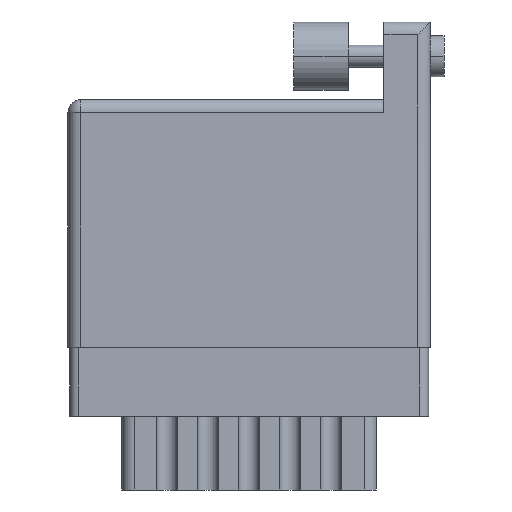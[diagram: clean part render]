
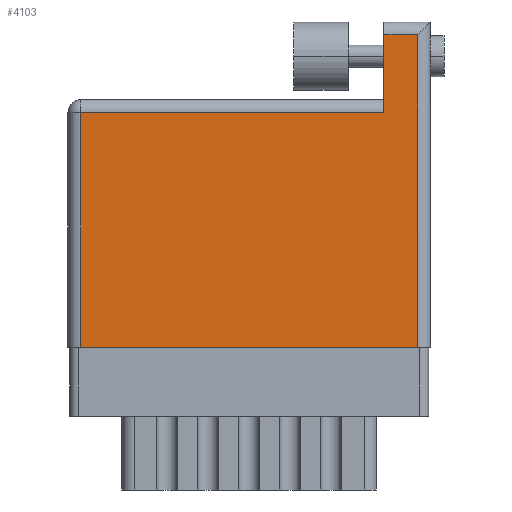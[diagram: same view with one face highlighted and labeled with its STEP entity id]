
A CAD part, front view. The second image highlights one B-rep face of the part: STEP entity #4103.
In plain terms, the highlighted face is planar.
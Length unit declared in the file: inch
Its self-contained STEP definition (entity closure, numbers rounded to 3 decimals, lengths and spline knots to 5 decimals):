
#37 = DIRECTION ( 'NONE',  ( 0., 1., 0. ) ) ;
#132 = VERTEX_POINT ( 'NONE', #11287 ) ;
#247 = VECTOR ( 'NONE', #1360, 39.37008 ) ;
#657 = VECTOR ( 'NONE', #37, 39.37008 ) ;
#1193 = CARTESIAN_POINT ( 'NONE',  ( 0.047, 0., 0. ) ) ;
#1360 = DIRECTION ( 'NONE',  ( 0., -1., 0. ) ) ;
#1893 = DIRECTION ( 'NONE',  ( 0., 0., -1. ) ) ;
#1993 = CARTESIAN_POINT ( 'NONE',  ( 1.278, 1.19, 0. ) ) ;
#2311 = ORIENTED_EDGE ( 'NONE', *, *, #18103, .T. ) ;
#2438 = ORIENTED_EDGE ( 'NONE', *, *, #13411, .T. ) ;
#3069 = CARTESIAN_POINT ( 'NONE',  ( 0.047, 0., 0. ) ) ;
#3203 = CARTESIAN_POINT ( 'NONE',  ( 1.155, 1.143, 0. ) ) ;
#3495 = EDGE_LOOP ( 'NONE', ( #2438, #2311, #19546, #4944, #14175, #17543 ) ) ;
#3567 = CARTESIAN_POINT ( 'NONE',  ( 1.155, 0.859, 0. ) ) ;
#3619 = LINE ( 'NONE', #1993, #657 ) ;
#4103 = ADVANCED_FACE ( 'NONE', ( #19988 ), #13170, .F. ) ;
#4105 = EDGE_CURVE ( 'NONE', #132, #9052, #5148, .T. ) ;
#4802 = VECTOR ( 'NONE', #19170, 39.37008 ) ;
#4944 = ORIENTED_EDGE ( 'NONE', *, *, #6198, .T. ) ;
#5022 = DIRECTION ( 'NONE',  ( 1., 0., 0. ) ) ;
#5148 = LINE ( 'NONE', #3203, #19583 ) ;
#6089 = AXIS2_PLACEMENT_3D ( 'NONE', #6459, #1893, #10029 ) ;
#6198 = EDGE_CURVE ( 'NONE', #9052, #17616, #11439, .T. ) ;
#6404 = LINE ( 'NONE', #1193, #8997 ) ;
#6459 = CARTESIAN_POINT ( 'NONE',  ( 0., 0.906, 0. ) ) ;
#7032 = VECTOR ( 'NONE', #5022, 39.37008 ) ;
#8310 = CARTESIAN_POINT ( 'NONE',  ( 0.047, 0.859, 0. ) ) ;
#8997 = VECTOR ( 'NONE', #19281, 39.37008 ) ;
#9052 = VERTEX_POINT ( 'NONE', #14469 ) ;
#9220 = CARTESIAN_POINT ( 'NONE',  ( 0., 0.859, 0. ) ) ;
#9603 = CARTESIAN_POINT ( 'NONE',  ( 1.155, 1.19, 0. ) ) ;
#9692 = VERTEX_POINT ( 'NONE', #3069 ) ;
#9901 = CARTESIAN_POINT ( 'NONE',  ( 0., 0., 0. ) ) ;
#9925 = EDGE_CURVE ( 'NONE', #17616, #14719, #20597, .T. ) ;
#10029 = DIRECTION ( 'NONE',  ( -1., 0., 0. ) ) ;
#10207 = CARTESIAN_POINT ( 'NONE',  ( 1.278, 0., 0. ) ) ;
#11287 = CARTESIAN_POINT ( 'NONE',  ( 1.278, 1.143, 0. ) ) ;
#11439 = LINE ( 'NONE', #9603, #247 ) ;
#13170 = PLANE ( 'NONE',  #6089 ) ;
#13411 = EDGE_CURVE ( 'NONE', #9692, #20431, #16408, .T. ) ;
#14175 = ORIENTED_EDGE ( 'NONE', *, *, #9925, .T. ) ;
#14469 = CARTESIAN_POINT ( 'NONE',  ( 1.155, 1.143, 0. ) ) ;
#14719 = VERTEX_POINT ( 'NONE', #8310 ) ;
#16408 = LINE ( 'NONE', #9901, #7032 ) ;
#17543 = ORIENTED_EDGE ( 'NONE', *, *, #18803, .T. ) ;
#17616 = VERTEX_POINT ( 'NONE', #3567 ) ;
#18048 = DIRECTION ( 'NONE',  ( -1., 0., 0. ) ) ;
#18103 = EDGE_CURVE ( 'NONE', #20431, #132, #3619, .T. ) ;
#18803 = EDGE_CURVE ( 'NONE', #14719, #9692, #6404, .T. ) ;
#19170 = DIRECTION ( 'NONE',  ( -1., 0., 0. ) ) ;
#19281 = DIRECTION ( 'NONE',  ( 0., -1., 0. ) ) ;
#19546 = ORIENTED_EDGE ( 'NONE', *, *, #4105, .T. ) ;
#19583 = VECTOR ( 'NONE', #18048, 39.37008 ) ;
#19988 = FACE_OUTER_BOUND ( 'NONE', #3495, .T. ) ;
#20431 = VERTEX_POINT ( 'NONE', #10207 ) ;
#20597 = LINE ( 'NONE', #9220, #4802 ) ;
